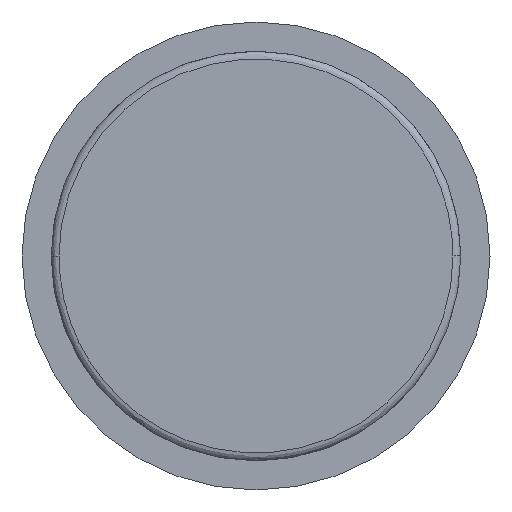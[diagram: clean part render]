
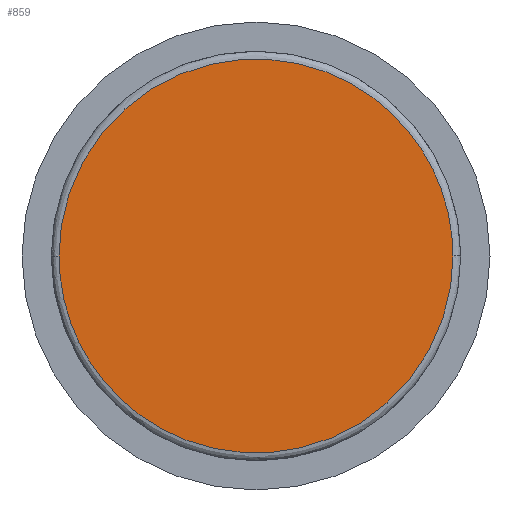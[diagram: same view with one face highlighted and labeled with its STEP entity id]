
A CAD part, left-side view. The second image highlights one B-rep face of the part: STEP entity #859.
In plain terms, the highlighted planar face has unit normal (-1, 0, 0).
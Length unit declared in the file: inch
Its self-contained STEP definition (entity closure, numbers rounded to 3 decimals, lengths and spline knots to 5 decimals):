
#145 = DIRECTION ( 'NONE',  ( 1., 0., 0. ) ) ;
#201 = VERTEX_POINT ( 'NONE', #1854 ) ;
#246 = CARTESIAN_POINT ( 'NONE',  ( -0.01969, 0.19882, 0. ) ) ;
#432 = ORIENTED_EDGE ( 'NONE', *, *, #1965, .F. ) ;
#508 = ORIENTED_EDGE ( 'NONE', *, *, #1512, .F. ) ;
#509 = EDGE_LOOP ( 'NONE', ( #508, #432 ) ) ;
#681 =( BOUNDED_CURVE ( )  B_SPLINE_CURVE ( 3, ( #246, #1491, #873, #1331 ),
 .UNSPECIFIED., .F., .F. ) 
 B_SPLINE_CURVE_WITH_KNOTS ( ( 4, 4 ),
 ( 0., 0.5 ),
 .UNSPECIFIED. ) 
 CURVE ( )  GEOMETRIC_REPRESENTATION_ITEM ( )  RATIONAL_B_SPLINE_CURVE ( ( 1., 0.333, 0.333, 1. ) ) 
 REPRESENTATION_ITEM ( '' )  );
#780 = CARTESIAN_POINT ( 'NONE',  ( -0.01969, -0.19882, 0. ) ) ;
#859 = ADVANCED_FACE ( 'NONE', ( #1159 ), #1870, .F. ) ;
#873 = CARTESIAN_POINT ( 'NONE',  ( -0.01969, -0.19882, 0.39764 ) ) ;
#932 = CARTESIAN_POINT ( 'NONE',  ( -0.01969, 0., 0. ) ) ;
#938 = CARTESIAN_POINT ( 'NONE',  ( -0.01969, 0.19882, -0.39764 ) ) ;
#1159 = FACE_OUTER_BOUND ( 'NONE', #509, .T. ) ;
#1331 = CARTESIAN_POINT ( 'NONE',  ( -0.01969, -0.19882, 0. ) ) ;
#1491 = CARTESIAN_POINT ( 'NONE',  ( -0.01969, 0.19882, 0.39764 ) ) ;
#1512 = EDGE_CURVE ( 'NONE', #201, #1758, #681, .T. ) ;
#1561 = CARTESIAN_POINT ( 'NONE',  ( -0.01969, -0.19882, 0. ) ) ;
#1570 = CARTESIAN_POINT ( 'NONE',  ( -0.01969, 0.19882, 0. ) ) ;
#1652 = AXIS2_PLACEMENT_3D ( 'NONE', #932, #145, #2032 ) ;
#1758 = VERTEX_POINT ( 'NONE', #1561 ) ;
#1854 = CARTESIAN_POINT ( 'NONE',  ( -0.01969, 0.19882, 0. ) ) ;
#1862 = CARTESIAN_POINT ( 'NONE',  ( -0.01969, -0.19882, -0.39764 ) ) ;
#1870 = PLANE ( 'NONE',  #1652 ) ;
#1965 = EDGE_CURVE ( 'NONE', #1758, #201, #1980, .T. ) ;
#1980 =( BOUNDED_CURVE ( )  B_SPLINE_CURVE ( 3, ( #780, #1862, #938, #1570 ),
 .UNSPECIFIED., .F., .T. ) 
 B_SPLINE_CURVE_WITH_KNOTS ( ( 4, 4 ),
 ( 0.5, 1. ),
 .UNSPECIFIED. ) 
 CURVE ( )  GEOMETRIC_REPRESENTATION_ITEM ( )  RATIONAL_B_SPLINE_CURVE ( ( 1., 0.333, 0.333, 1. ) ) 
 REPRESENTATION_ITEM ( '' )  );
#2032 = DIRECTION ( 'NONE',  ( 0., 1., 0. ) ) ;
